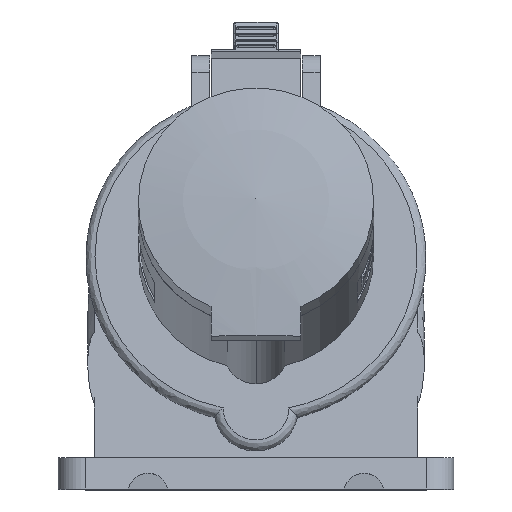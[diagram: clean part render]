
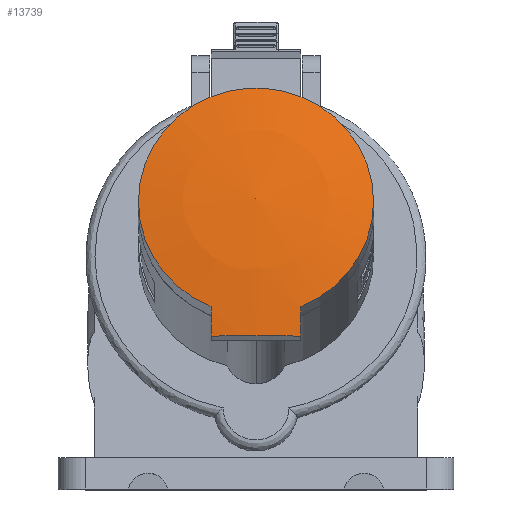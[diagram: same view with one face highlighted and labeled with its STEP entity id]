
A CAD part, top view. The second image highlights one B-rep face of the part: STEP entity #13739.
In plain terms, the highlighted spherical face has radius 150 mm.
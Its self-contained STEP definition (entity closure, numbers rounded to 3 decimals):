
#281 = CARTESIAN_POINT ( 'NONE',  ( 8.749, 39.136, 66.497 ) ) ;
#1123 = AXIS2_PLACEMENT_3D ( 'NONE', #1542, #9172, #16768 ) ;
#1542 = CARTESIAN_POINT ( 'NONE',  ( -1.251, -22.431, -69.919 ) ) ;
#1635 = DIRECTION ( 'NONE',  ( 0., 0.966, -0.259 ) ) ;
#1762 = CIRCLE ( 'NONE', #10529, 26.15 ) ;
#2561 = EDGE_CURVE ( 'NONE', #6008, #13724, #9598, .T. ) ;
#3328 = DIRECTION ( 'NONE',  ( 0., -0.966, 0.259 ) ) ;
#3419 = EDGE_CURVE ( 'NONE', #21237, #14947, #4429, .T. ) ;
#3774 = DIRECTION ( 'NONE',  ( -1., 0., 0. ) ) ;
#4429 = CIRCLE ( 'NONE', #20795, 26.15 ) ;
#4698 = DIRECTION ( 'NONE',  ( 0., -0.966, 0.259 ) ) ;
#5043 = CIRCLE ( 'NONE', #17827, 149.666 ) ;
#5176 = EDGE_LOOP ( 'NONE', ( #7859, #10798, #6612, #14338, #23175, #6929, #14789 ) ) ;
#5384 = CARTESIAN_POINT ( 'NONE',  ( -1.251, 15.797, 72.751 ) ) ;
#5928 = CARTESIAN_POINT ( 'NONE',  ( -1.251, 15.797, 72.751 ) ) ;
#6008 = VERTEX_POINT ( 'NONE', #24669 ) ;
#6612 = ORIENTED_EDGE ( 'NONE', *, *, #21471, .F. ) ;
#6702 = DIRECTION ( 'NONE',  ( 1., 0., 0. ) ) ;
#6929 = ORIENTED_EDGE ( 'NONE', *, *, #2561, .F. ) ;
#7170 = DIRECTION ( 'NONE',  ( 0., -0.259, -0.966 ) ) ;
#7682 = DIRECTION ( 'NONE',  ( -1., 0., 0. ) ) ;
#7859 = ORIENTED_EDGE ( 'NONE', *, *, #3419, .T. ) ;
#8561 = CARTESIAN_POINT ( 'NONE',  ( -11.251, -7.542, 79.005 ) ) ;
#9171 = CARTESIAN_POINT ( 'NONE',  ( -1.251, 15.797, 72.751 ) ) ;
#9172 = DIRECTION ( 'NONE',  ( 0., -0.259, -0.966 ) ) ;
#9394 = CARTESIAN_POINT ( 'NONE',  ( 8.749, -22.431, -69.919 ) ) ;
#9598 = CIRCLE ( 'NONE', #17962, 146.835 ) ;
#9784 = DIRECTION ( 'NONE',  ( -1., 0., 0. ) ) ;
#10529 = AXIS2_PLACEMENT_3D ( 'NONE', #9171, #7170, #16525 ) ;
#10798 = ORIENTED_EDGE ( 'NONE', *, *, #22190, .T. ) ;
#10920 = FACE_OUTER_BOUND ( 'NONE', #5176, .T. ) ;
#12101 = VERTEX_POINT ( 'NONE', #21794 ) ;
#12676 = DIRECTION ( 'NONE',  ( -1., 0., 0. ) ) ;
#13146 = AXIS2_PLACEMENT_3D ( 'NONE', #5928, #21307, #7682 ) ;
#13724 = VERTEX_POINT ( 'NONE', #22670 ) ;
#13739 = ADVANCED_FACE ( 'NONE', ( #10920 ), #18658, .T. ) ;
#13901 = EDGE_CURVE ( 'NONE', #21237, #6008, #23856, .T. ) ;
#14338 = ORIENTED_EDGE ( 'NONE', *, *, #16137, .T. ) ;
#14676 = CARTESIAN_POINT ( 'NONE',  ( -1.251, -52.037, -61.986 ) ) ;
#14761 = VERTEX_POINT ( 'NONE', #8561 ) ;
#14789 = ORIENTED_EDGE ( 'NONE', *, *, #13901, .F. ) ;
#14947 = VERTEX_POINT ( 'NONE', #18660 ) ;
#15047 = AXIS2_PLACEMENT_3D ( 'NONE', #9394, #18390, #1635 ) ;
#15505 = CARTESIAN_POINT ( 'NONE',  ( -1.251, 15.797, 72.751 ) ) ;
#16137 = EDGE_CURVE ( 'NONE', #12101, #14761, #17538, .T. ) ;
#16525 = DIRECTION ( 'NONE',  ( 1., 0., 0. ) ) ;
#16766 = VERTEX_POINT ( 'NONE', #281 ) ;
#16768 = DIRECTION ( 'NONE',  ( 0., -0.966, 0.259 ) ) ;
#17538 = CIRCLE ( 'NONE', #13146, 26.15 ) ;
#17827 = AXIS2_PLACEMENT_3D ( 'NONE', #21714, #12676, #3328 ) ;
#17962 = AXIS2_PLACEMENT_3D ( 'NONE', #14676, #4698, #6702 ) ;
#18390 = DIRECTION ( 'NONE',  ( 1., 0., 0. ) ) ;
#18658 = SPHERICAL_SURFACE ( 'NONE', #1123, 150. ) ;
#18660 = CARTESIAN_POINT ( 'NONE',  ( 24.899, 15.797, 72.751 ) ) ;
#19191 = CARTESIAN_POINT ( 'NONE',  ( 8.749, -7.542, 79.005 ) ) ;
#19728 = CIRCLE ( 'NONE', #21701, 26.15 ) ;
#20075 = EDGE_CURVE ( 'NONE', #13724, #14761, #5043, .T. ) ;
#20795 = AXIS2_PLACEMENT_3D ( 'NONE', #15505, #23152, #9784 ) ;
#21237 = VERTEX_POINT ( 'NONE', #19191 ) ;
#21307 = DIRECTION ( 'NONE',  ( 0., 0.259, 0.966 ) ) ;
#21471 = EDGE_CURVE ( 'NONE', #12101, #16766, #1762, .T. ) ;
#21701 = AXIS2_PLACEMENT_3D ( 'NONE', #5384, #24626, #3774 ) ;
#21714 = CARTESIAN_POINT ( 'NONE',  ( -11.251, -22.431, -69.919 ) ) ;
#21794 = CARTESIAN_POINT ( 'NONE',  ( -11.251, 39.136, 66.497 ) ) ;
#22190 = EDGE_CURVE ( 'NONE', #14947, #16766, #19728, .T. ) ;
#22670 = CARTESIAN_POINT ( 'NONE',  ( -11.251, -14.121, 79.516 ) ) ;
#23152 = DIRECTION ( 'NONE',  ( 0., 0.259, 0.966 ) ) ;
#23175 = ORIENTED_EDGE ( 'NONE', *, *, #20075, .F. ) ;
#23856 = CIRCLE ( 'NONE', #15047, 149.666 ) ;
#24626 = DIRECTION ( 'NONE',  ( 0., 0.259, 0.966 ) ) ;
#24669 = CARTESIAN_POINT ( 'NONE',  ( 8.749, -14.121, 79.516 ) ) ;
